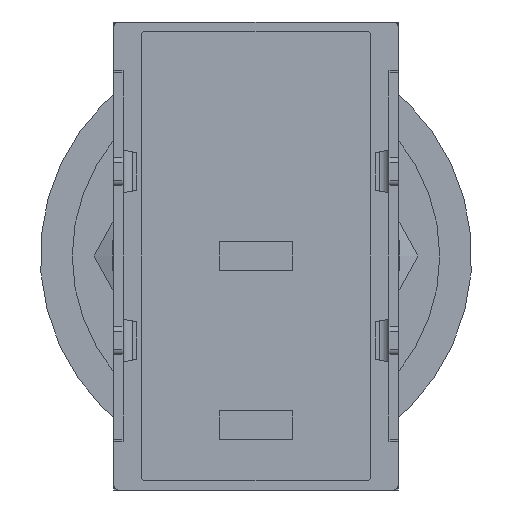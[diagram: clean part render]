
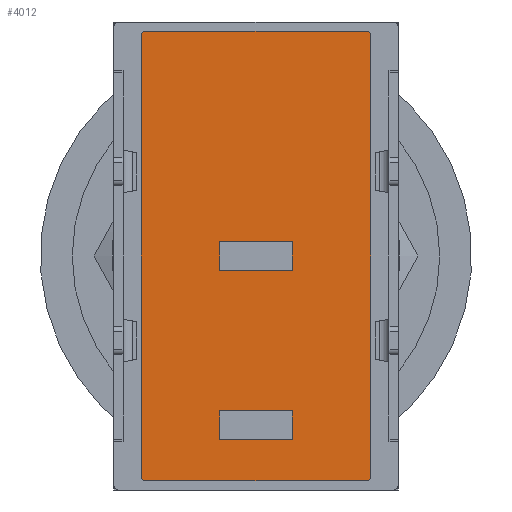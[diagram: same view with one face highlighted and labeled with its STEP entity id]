
A CAD part, front view. The second image highlights one B-rep face of the part: STEP entity #4012.
In plain terms, the highlighted planar face has unit normal (0, -1, 0).
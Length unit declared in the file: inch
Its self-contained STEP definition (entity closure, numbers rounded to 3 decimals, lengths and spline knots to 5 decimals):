
#136=FACE_BOUND($,#739,.T.);
#137=FACE_BOUND($,#740,.T.);
#138=FACE_BOUND($,#741,.T.);
#251=CIRCLE($,#4350,0.00512);
#253=CIRCLE($,#4354,0.00512);
#255=CIRCLE($,#4358,0.00512);
#257=CIRCLE($,#4362,0.00512);
#739=EDGE_LOOP($,(#3627,#3628,#3629,#3630));
#740=EDGE_LOOP($,(#3631,#3632,#3633,#3634));
#741=EDGE_LOOP($,(#3635,#3636,#3637,#3638,#3639,#3640,#3641,#3642));
#1116=LINE($,#6588,#1535);
#1120=LINE($,#6595,#1539);
#1124=LINE($,#6603,#1543);
#1125=LINE($,#6605,#1544);
#1140=LINE($,#6637,#1559);
#1144=LINE($,#6644,#1563);
#1148=LINE($,#6652,#1567);
#1149=LINE($,#6654,#1568);
#1154=LINE($,#6669,#1573);
#1158=LINE($,#6681,#1577);
#1162=LINE($,#6693,#1581);
#1165=LINE($,#6702,#1584);
#1535=VECTOR($,#5358,0.079);
#1539=VECTOR($,#5364,0.031);
#1543=VECTOR($,#5372,0.031);
#1544=VECTOR($,#5375,0.079);
#1559=VECTOR($,#5400,0.079);
#1563=VECTOR($,#5406,0.031);
#1567=VECTOR($,#5414,0.031);
#1568=VECTOR($,#5417,0.079);
#1573=VECTOR($,#5430,0.24076);
#1577=VECTOR($,#5442,0.48176);
#1581=VECTOR($,#5454,0.24076);
#1584=VECTOR($,#5465,0.48176);
#1920=VERTEX_POINT($,#6585);
#1921=VERTEX_POINT($,#6587);
#1922=VERTEX_POINT($,#6591);
#1925=VERTEX_POINT($,#6601);
#1936=VERTEX_POINT($,#6634);
#1937=VERTEX_POINT($,#6636);
#1938=VERTEX_POINT($,#6640);
#1941=VERTEX_POINT($,#6650);
#1944=VERTEX_POINT($,#6659);
#1945=VERTEX_POINT($,#6661);
#1947=VERTEX_POINT($,#6667);
#1949=VERTEX_POINT($,#6673);
#1951=VERTEX_POINT($,#6679);
#1953=VERTEX_POINT($,#6685);
#1955=VERTEX_POINT($,#6691);
#1957=VERTEX_POINT($,#6697);
#2465=EDGE_CURVE($,#1921,#1920,#1116,.T.);
#2469=EDGE_CURVE($,#1922,#1921,#1120,.T.);
#2473=EDGE_CURVE($,#1920,#1925,#1124,.T.);
#2474=EDGE_CURVE($,#1925,#1922,#1125,.T.);
#2489=EDGE_CURVE($,#1937,#1936,#1140,.T.);
#2493=EDGE_CURVE($,#1938,#1937,#1144,.T.);
#2497=EDGE_CURVE($,#1936,#1941,#1148,.T.);
#2498=EDGE_CURVE($,#1941,#1938,#1149,.T.);
#2501=EDGE_CURVE($,#1944,#1945,#251,.T.);
#2505=EDGE_CURVE($,#1947,#1944,#1154,.T.);
#2508=EDGE_CURVE($,#1949,#1947,#253,.T.);
#2511=EDGE_CURVE($,#1951,#1949,#1158,.T.);
#2514=EDGE_CURVE($,#1953,#1951,#255,.T.);
#2517=EDGE_CURVE($,#1955,#1953,#1162,.T.);
#2520=EDGE_CURVE($,#1957,#1955,#257,.T.);
#2522=EDGE_CURVE($,#1945,#1957,#1165,.T.);
#3627=ORIENTED_EDGE($,*,*,#2465,.T.);
#3628=ORIENTED_EDGE($,*,*,#2473,.T.);
#3629=ORIENTED_EDGE($,*,*,#2474,.T.);
#3630=ORIENTED_EDGE($,*,*,#2469,.T.);
#3631=ORIENTED_EDGE($,*,*,#2489,.T.);
#3632=ORIENTED_EDGE($,*,*,#2497,.T.);
#3633=ORIENTED_EDGE($,*,*,#2498,.T.);
#3634=ORIENTED_EDGE($,*,*,#2493,.T.);
#3635=ORIENTED_EDGE($,*,*,#2522,.F.);
#3636=ORIENTED_EDGE($,*,*,#2501,.F.);
#3637=ORIENTED_EDGE($,*,*,#2505,.F.);
#3638=ORIENTED_EDGE($,*,*,#2508,.F.);
#3639=ORIENTED_EDGE($,*,*,#2511,.F.);
#3640=ORIENTED_EDGE($,*,*,#2514,.F.);
#3641=ORIENTED_EDGE($,*,*,#2517,.F.);
#3642=ORIENTED_EDGE($,*,*,#2520,.F.);
#3800=PLANE($,#4364);
#4012=ADVANCED_FACE($,(#136,#137,#138),#3800,.F.);
#4350=AXIS2_PLACEMENT_3D($,#6662,#5423,#5424);
#4354=AXIS2_PLACEMENT_3D($,#6675,#5436,#5437);
#4358=AXIS2_PLACEMENT_3D($,#6687,#5448,#5449);
#4362=AXIS2_PLACEMENT_3D($,#6699,#5460,#5461);
#4364=AXIS2_PLACEMENT_3D($,#6703,#5466,#5467);
#5358=DIRECTION($,(-1.,0.,0.));
#5364=DIRECTION($,(0.,0.,-1.));
#5372=DIRECTION($,(0.,0.,1.));
#5375=DIRECTION($,(1.,0.,0.));
#5400=DIRECTION($,(-1.,0.,0.));
#5406=DIRECTION($,(0.,0.,-1.));
#5414=DIRECTION($,(0.,0.,1.));
#5417=DIRECTION($,(1.,0.,0.));
#5423=DIRECTION('center_axis',(0.,1.,0.));
#5424=DIRECTION('ref_axis',(0.,0.,-1.));
#5430=DIRECTION($,(-1.,0.,0.));
#5436=DIRECTION('center_axis',(0.,1.,0.));
#5437=DIRECTION('ref_axis',(1.,0.,0.));
#5442=DIRECTION($,(0.,0.,-1.));
#5448=DIRECTION('center_axis',(0.,1.,0.));
#5449=DIRECTION('ref_axis',(0.,0.,1.));
#5454=DIRECTION($,(1.,0.,0.));
#5460=DIRECTION('center_axis',(0.,1.,0.));
#5461=DIRECTION('ref_axis',(-1.,0.,0.));
#5465=DIRECTION($,(0.,0.,1.));
#5466=DIRECTION('center_axis',(0.,1.,0.));
#5467=DIRECTION('ref_axis',(0.,0.,1.));
#6585=CARTESIAN_POINT('',(-0.0395,0.,-0.0155));
#6587=CARTESIAN_POINT('',(0.0395,0.,-0.0155));
#6588=CARTESIAN_POINT($,(0.,0.,-0.0155));
#6591=CARTESIAN_POINT('',(0.0395,0.,0.0155));
#6595=CARTESIAN_POINT($,(0.0395,0.,0.));
#6601=CARTESIAN_POINT('',(-0.0395,0.,0.0155));
#6603=CARTESIAN_POINT($,(-0.0395,0.,0.));
#6605=CARTESIAN_POINT($,(0.,0.,0.0155));
#6634=CARTESIAN_POINT('',(-0.0395,0.,-0.2005));
#6636=CARTESIAN_POINT('',(0.0395,0.,-0.2005));
#6637=CARTESIAN_POINT($,(0.,0.,-0.2005));
#6640=CARTESIAN_POINT('',(0.0395,0.,-0.1695));
#6644=CARTESIAN_POINT($,(0.0395,0.,-0.0925));
#6650=CARTESIAN_POINT('',(-0.0395,0.,-0.1695));
#6652=CARTESIAN_POINT($,(-0.0395,0.,-0.0925));
#6654=CARTESIAN_POINT($,(0.,0.,-0.1695));
#6659=CARTESIAN_POINT('',(-0.12038,0.,-0.246));
#6661=CARTESIAN_POINT('',(-0.1255,0.,-0.24088));
#6662=CARTESIAN_POINT('Origin',(-0.12038,0.,-0.24088));
#6667=CARTESIAN_POINT('',(0.12038,0.,-0.246));
#6669=CARTESIAN_POINT($,(0.12038,0.,-0.246));
#6673=CARTESIAN_POINT('',(0.1255,0.,-0.24088));
#6675=CARTESIAN_POINT('Origin',(0.12038,0.,-0.24088));
#6679=CARTESIAN_POINT('',(0.1255,0.,0.24088));
#6681=CARTESIAN_POINT($,(0.1255,0.,0.24088));
#6685=CARTESIAN_POINT('',(0.12038,0.,0.246));
#6687=CARTESIAN_POINT('Origin',(0.12038,0.,0.24088));
#6691=CARTESIAN_POINT('',(-0.12038,0.,0.246));
#6693=CARTESIAN_POINT($,(-0.12038,0.,0.246));
#6697=CARTESIAN_POINT('',(-0.1255,0.,0.24088));
#6699=CARTESIAN_POINT('Origin',(-0.12038,0.,0.24088));
#6702=CARTESIAN_POINT($,(-0.1255,0.,-0.24088));
#6703=CARTESIAN_POINT('Origin',(0.,0.,0.));
